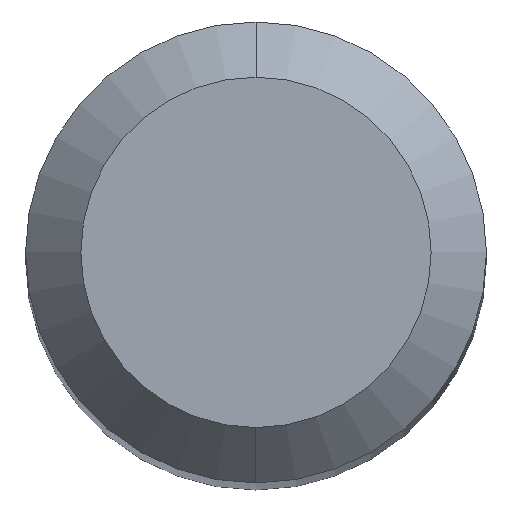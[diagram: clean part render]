
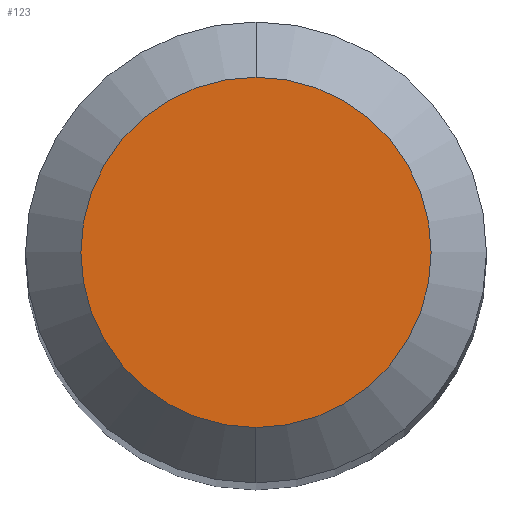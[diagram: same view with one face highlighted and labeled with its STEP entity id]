
A CAD part, top view. The second image highlights one B-rep face of the part: STEP entity #123.
In plain terms, the highlighted planar face has unit normal (0, 0, 1).
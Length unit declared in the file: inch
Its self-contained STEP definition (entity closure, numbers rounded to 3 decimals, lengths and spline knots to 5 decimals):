
#5 = DIRECTION ( 'NONE',  ( 0., 1., 0. ) ) ;
#42 = DIRECTION ( 'NONE',  ( 0., -1., 0. ) ) ;
#78 = CIRCLE ( 'NONE', #502, 0.0475 ) ;
#86 = DIRECTION ( 'NONE',  ( 0., 0., 1. ) ) ;
#115 = CARTESIAN_POINT ( 'NONE',  ( 0., 0., 0. ) ) ;
#116 = EDGE_CURVE ( 'NONE', #411, #257, #438, .T. ) ;
#123 = ADVANCED_FACE ( 'NONE', ( #200 ), #404, .F. ) ;
#141 = EDGE_CURVE ( 'NONE', #257, #411, #78, .T. ) ;
#200 = FACE_OUTER_BOUND ( 'NONE', #212, .T. ) ;
#201 = CARTESIAN_POINT ( 'NONE',  ( 0., 0., 0. ) ) ;
#202 = DIRECTION ( 'NONE',  ( 0., -1., 0. ) ) ;
#212 = EDGE_LOOP ( 'NONE', ( #368, #463 ) ) ;
#245 = DIRECTION ( 'NONE',  ( 0., 0., 1. ) ) ;
#257 = VERTEX_POINT ( 'NONE', #398 ) ;
#356 = CARTESIAN_POINT ( 'NONE',  ( 0., 0.0475, 0. ) ) ;
#358 = DIRECTION ( 'NONE',  ( 0., 0., -1. ) ) ;
#368 = ORIENTED_EDGE ( 'NONE', *, *, #141, .T. ) ;
#371 = AXIS2_PLACEMENT_3D ( 'NONE', #201, #245, #202 ) ;
#398 = CARTESIAN_POINT ( 'NONE',  ( 0., 0.0475, 0. ) ) ;
#404 = PLANE ( 'NONE',  #428 ) ;
#411 = VERTEX_POINT ( 'NONE', #451 ) ;
#428 = AXIS2_PLACEMENT_3D ( 'NONE', #356, #358, #5 ) ;
#438 = CIRCLE ( 'NONE', #371, 0.0475 ) ;
#451 = CARTESIAN_POINT ( 'NONE',  ( 0., -0.0475, 0. ) ) ;
#463 = ORIENTED_EDGE ( 'NONE', *, *, #116, .T. ) ;
#502 = AXIS2_PLACEMENT_3D ( 'NONE', #115, #86, #42 ) ;
